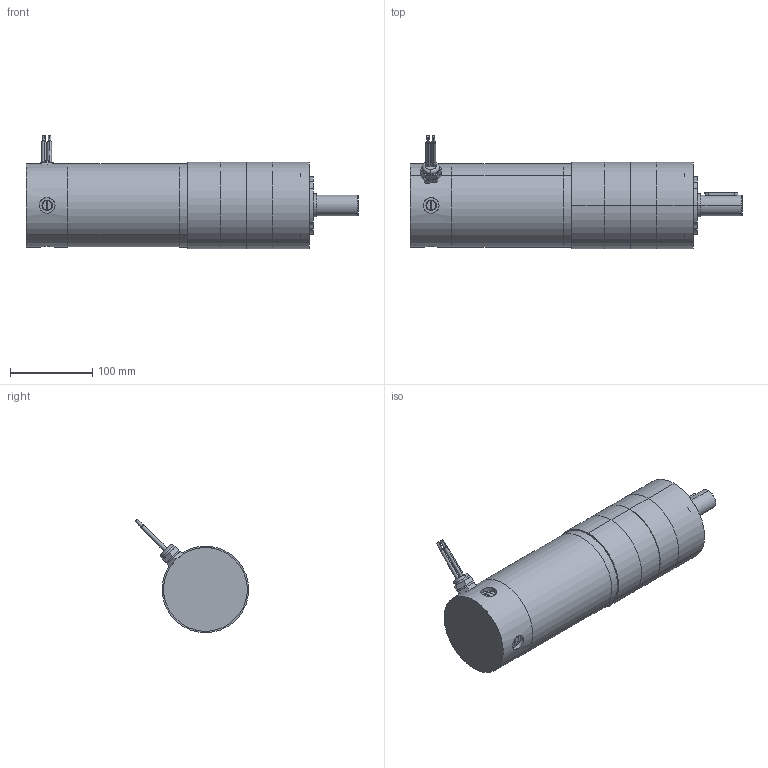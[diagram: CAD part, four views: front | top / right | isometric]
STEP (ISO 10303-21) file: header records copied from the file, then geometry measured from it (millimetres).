
FILE_DESCRIPTION (( 'STEP AP203' ), '1' );
FILE_NAME ('S40-775HKE-NRS_GP105-L2.step', '2025-06-24T20:02:03', ( '' ), ( '' ), 'SwSTEP 2.0', 'SolidWorks 2017', '' );
FILE_SCHEMA (( 'CONFIG_CONTROL_DESIGN' ));
Length unit declared in the file: millimetre
Products named in the file (1): S40-775HKE-NRS_GP105-L2
Bounding box: 403.52 x 137.62 x 137.62 mm (x, y, z)
Volume: 2918037.4 mm3; surface area: 249787.4 mm2
Topology: 17 solids, 17 shells, 773 faces, 1741 edges, 1047 vertices
Faces by surface type: cone 299, cylinder 287, plane 185, torus 2
Entity records: 21969 total; most frequent: DIRECTION 4122, CARTESIAN_POINT 4064, ORIENTED_EDGE 3446, EDGE_CURVE 1723, AXIS2_PLACEMENT_3D 1641, VERTEX_POINT 1047, CIRCLE 867, EDGE_LOOP 852
